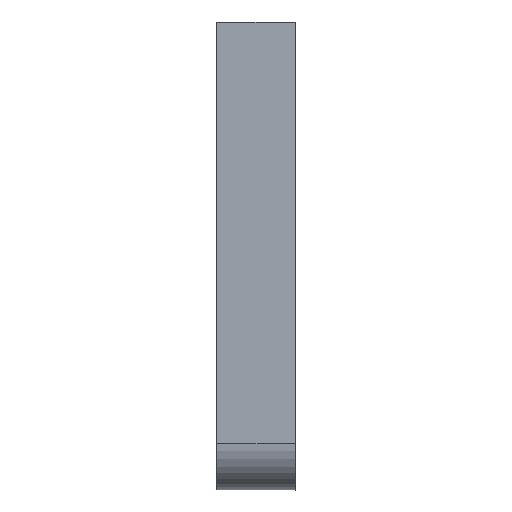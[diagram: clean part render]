
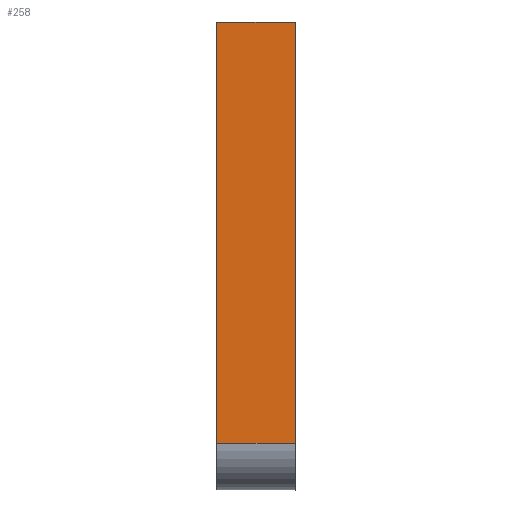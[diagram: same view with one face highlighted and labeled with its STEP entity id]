
A CAD part, left-side view. The second image highlights one B-rep face of the part: STEP entity #258.
In plain terms, the highlighted planar face has unit normal (-1, 0, 0).
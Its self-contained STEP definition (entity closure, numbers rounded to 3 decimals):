
#245=AXIS2_PLACEMENT_3D('Plane Axis2P3D',#242,#243,#244) ;
#57=CARTESIAN_POINT('Vertex',(0.,10.,6.)) ;
#73=CARTESIAN_POINT('Vertex',(0.,0.,6.)) ;
#76=CARTESIAN_POINT('Line Origine',(0.,0.,6.)) ;
#101=CARTESIAN_POINT('Line Origine',(0.,10.,33.)) ;
#105=CARTESIAN_POINT('Vertex',(0.,10.,60.)) ;
#222=CARTESIAN_POINT('Vertex',(0.,0.,60.)) ;
#225=CARTESIAN_POINT('Line Origine',(0.,0.,33.)) ;
#242=CARTESIAN_POINT('Axis2P3D Location',(0.,0.,60.)) ;
#247=CARTESIAN_POINT('Line Origine',(0.,5.,60.)) ;
#77=DIRECTION('Vector Direction',(0.,-1.,0.)) ;
#102=DIRECTION('Vector Direction',(0.,0.,-1.)) ;
#226=DIRECTION('Vector Direction',(0.,0.,-1.)) ;
#243=DIRECTION('Axis2P3D Direction',(1.,0.,0.)) ;
#244=DIRECTION('Axis2P3D XDirection',(0.,0.,1.)) ;
#248=DIRECTION('Vector Direction',(0.,1.,0.)) ;
#78=VECTOR('Line Direction',#77,1.) ;
#103=VECTOR('Line Direction',#102,1.) ;
#227=VECTOR('Line Direction',#226,1.) ;
#249=VECTOR('Line Direction',#248,1.) ;
#253=ORIENTED_EDGE('',*,*,#107,.T.) ;
#254=ORIENTED_EDGE('',*,*,#80,.F.) ;
#255=ORIENTED_EDGE('',*,*,#229,.F.) ;
#256=ORIENTED_EDGE('',*,*,#251,.T.) ;
#258=ADVANCED_FACE('_SMSE WSH 90/60 MT 1553270000',(#257),#246,.F.) ;
#80=EDGE_CURVE('',#74,#58,#79,.F.) ;
#107=EDGE_CURVE('',#106,#58,#104,.T.) ;
#229=EDGE_CURVE('',#223,#74,#228,.T.) ;
#251=EDGE_CURVE('',#223,#106,#250,.T.) ;
#252=EDGE_LOOP('',(#253,#254,#255,#256)) ;
#257=FACE_OUTER_BOUND('',#252,.T.) ;
#79=LINE('Line',#76,#78) ;
#104=LINE('Line',#101,#103) ;
#228=LINE('Line',#225,#227) ;
#250=LINE('Line',#247,#249) ;
#246=PLANE('',#245) ;
#58=VERTEX_POINT('',#57) ;
#74=VERTEX_POINT('',#73) ;
#106=VERTEX_POINT('',#105) ;
#223=VERTEX_POINT('',#222) ;
